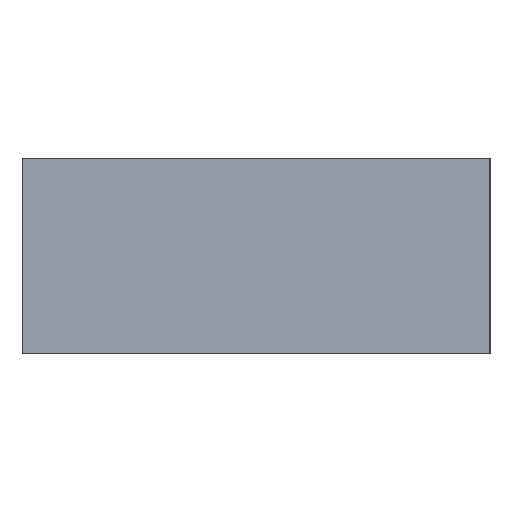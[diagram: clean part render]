
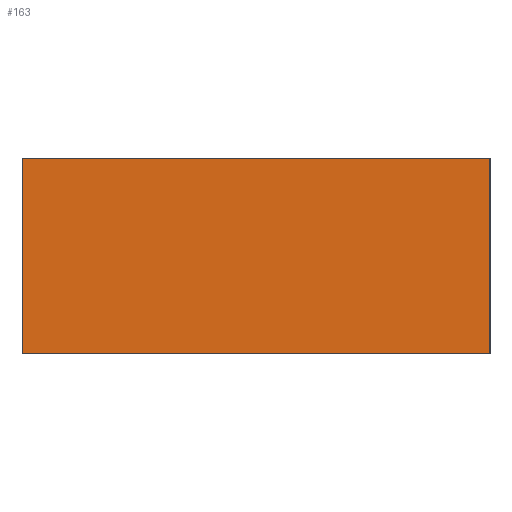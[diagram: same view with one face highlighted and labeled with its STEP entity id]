
A CAD part, left-side view. The second image highlights one B-rep face of the part: STEP entity #163.
In plain terms, the highlighted planar face has unit normal (-1, 0, 0).
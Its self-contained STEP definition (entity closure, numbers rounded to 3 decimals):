
#17=FACE_OUTER_BOUND('',#26,.T.);
#26=EDGE_LOOP('',(#118,#119,#120,#121));
#36=LINE('',#249,#57);
#41=LINE('',#260,#62);
#42=LINE('',#261,#63);
#43=LINE('',#262,#64);
#57=VECTOR('',#206,10.);
#62=VECTOR('',#213,10.);
#63=VECTOR('',#214,10.);
#64=VECTOR('',#215,10.);
#78=VERTEX_POINT('',#246);
#79=VERTEX_POINT('',#248);
#83=VERTEX_POINT('',#258);
#84=VERTEX_POINT('',#259);
#92=EDGE_CURVE('',#79,#78,#36,.T.);
#97=EDGE_CURVE('',#83,#84,#41,.T.);
#98=EDGE_CURVE('',#79,#84,#42,.T.);
#99=EDGE_CURVE('',#83,#78,#43,.T.);
#118=ORIENTED_EDGE('',*,*,#97,.T.);
#119=ORIENTED_EDGE('',*,*,#98,.F.);
#120=ORIENTED_EDGE('',*,*,#92,.T.);
#121=ORIENTED_EDGE('',*,*,#99,.F.);
#154=PLANE('',#192);
#163=ADVANCED_FACE('',(#17),#154,.T.);
#192=AXIS2_PLACEMENT_3D('',#257,#211,#212);
#206=DIRECTION('',(0.,-1.,0.));
#211=DIRECTION('center_axis',(-1.,0.,0.));
#212=DIRECTION('ref_axis',(0.,0.,1.));
#213=DIRECTION('',(0.,1.,0.));
#214=DIRECTION('',(0.,0.,1.));
#215=DIRECTION('',(0.,0.,-1.));
#246=CARTESIAN_POINT('',(-37.5,0.,-5.));
#248=CARTESIAN_POINT('',(-37.5,24.,-5.));
#249=CARTESIAN_POINT('',(-37.5,24.,-5.));
#257=CARTESIAN_POINT('Origin',(-37.5,0.,0.));
#258=CARTESIAN_POINT('',(-37.5,0.,5.));
#259=CARTESIAN_POINT('',(-37.5,24.,5.));
#260=CARTESIAN_POINT('',(-37.5,24.,5.));
#261=CARTESIAN_POINT('',(-37.5,24.,0.));
#262=CARTESIAN_POINT('',(-37.5,0.,0.));
